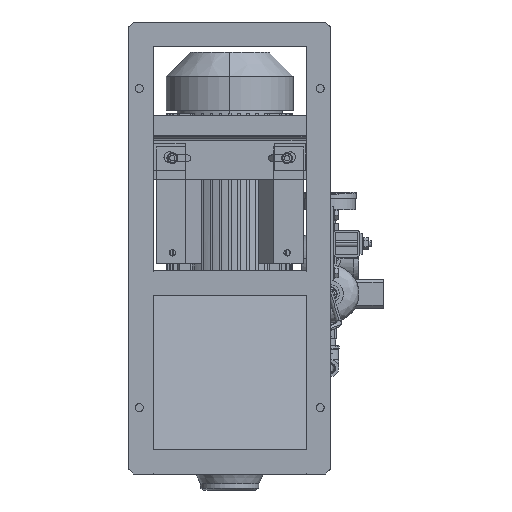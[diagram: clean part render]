
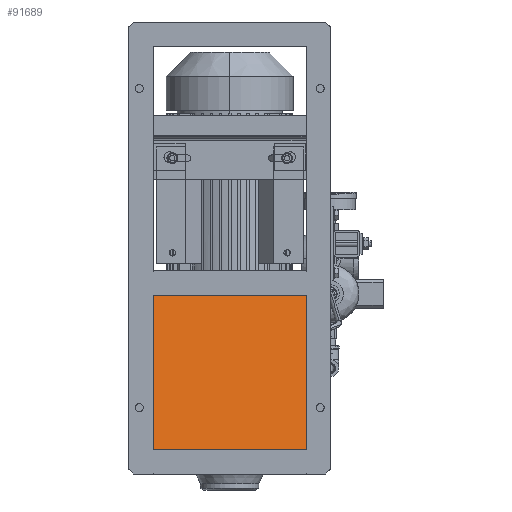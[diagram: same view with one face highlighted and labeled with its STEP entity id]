
A CAD part, front view. The second image highlights one B-rep face of the part: STEP entity #91689.
In plain terms, the highlighted planar face has unit normal (0, -0.985, 0.17).
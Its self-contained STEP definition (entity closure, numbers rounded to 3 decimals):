
#2765 = PLANE ( 'NONE',  #76647 ) ;
#2966 = CARTESIAN_POINT ( 'NONE',  ( -144., -252.985, -78.657 ) ) ;
#9691 = ORIENTED_EDGE ( 'NONE', *, *, #33598, .F. ) ;
#9864 = EDGE_CURVE ( 'NONE', #93370, #31399, #36076, .T. ) ;
#14449 = FACE_OUTER_BOUND ( 'NONE', #35599, .T. ) ;
#14579 = CARTESIAN_POINT ( 'NONE',  ( 144., -252.985, -78.657 ) ) ;
#14867 = ORIENTED_EDGE ( 'NONE', *, *, #9864, .F. ) ;
#18200 = VECTOR ( 'NONE', #37197, 1000. ) ;
#19474 = CARTESIAN_POINT ( 'NONE',  ( 144., -252.985, -78.657 ) ) ;
#22202 = ORIENTED_EDGE ( 'NONE', *, *, #69144, .T. ) ;
#25156 = VERTEX_POINT ( 'NONE', #68226 ) ;
#25497 = CARTESIAN_POINT ( 'NONE',  ( -144., -252.985, -78.657 ) ) ;
#25613 = VECTOR ( 'NONE', #51748, 1000. ) ;
#28686 = LINE ( 'NONE', #78877, #18200 ) ;
#31399 = VERTEX_POINT ( 'NONE', #25497 ) ;
#33598 = EDGE_CURVE ( 'NONE', #25156, #93370, #75916, .T. ) ;
#35599 = EDGE_LOOP ( 'NONE', ( #48366, #22202, #14867, #9691 ) ) ;
#36076 = LINE ( 'NONE', #101311, #25613 ) ;
#37197 = DIRECTION ( 'NONE',  ( -1., 0., 0. ) ) ;
#44864 = CARTESIAN_POINT ( 'NONE',  ( 144., -252.985, -78.657 ) ) ;
#48366 = ORIENTED_EDGE ( 'NONE', *, *, #92389, .T. ) ;
#51748 = DIRECTION ( 'NONE',  ( -1., 0., 0. ) ) ;
#52828 = DIRECTION ( 'NONE',  ( 0., 0.17, 0.985 ) ) ;
#54485 = LINE ( 'NONE', #2966, #107581 ) ;
#55993 = VERTEX_POINT ( 'NONE', #106303 ) ;
#68226 = CARTESIAN_POINT ( 'NONE',  ( 144., -202.985, 211. ) ) ;
#69144 = EDGE_CURVE ( 'NONE', #55993, #31399, #54485, .T. ) ;
#73438 = DIRECTION ( 'NONE',  ( 0., -0.17, -0.985 ) ) ;
#75916 = LINE ( 'NONE', #14579, #104580 ) ;
#76647 = AXIS2_PLACEMENT_3D ( 'NONE', #19474, #102751, #52828 ) ;
#78877 = CARTESIAN_POINT ( 'NONE',  ( 144., -202.985, 211. ) ) ;
#91689 = ADVANCED_FACE ( 'NONE', ( #14449 ), #2765, .F. ) ;
#92389 = EDGE_CURVE ( 'NONE', #25156, #55993, #28686, .T. ) ;
#93370 = VERTEX_POINT ( 'NONE', #44864 ) ;
#93567 = DIRECTION ( 'NONE',  ( 0., -0.17, -0.985 ) ) ;
#101311 = CARTESIAN_POINT ( 'NONE',  ( 144., -252.985, -78.657 ) ) ;
#102751 = DIRECTION ( 'NONE',  ( 0., 0.985, -0.17 ) ) ;
#104580 = VECTOR ( 'NONE', #73438, 1000. ) ;
#106303 = CARTESIAN_POINT ( 'NONE',  ( -144., -202.985, 211. ) ) ;
#107581 = VECTOR ( 'NONE', #93567, 1000. ) ;
